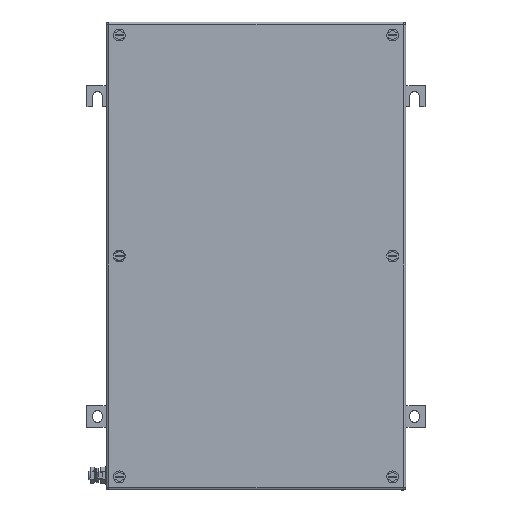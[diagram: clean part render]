
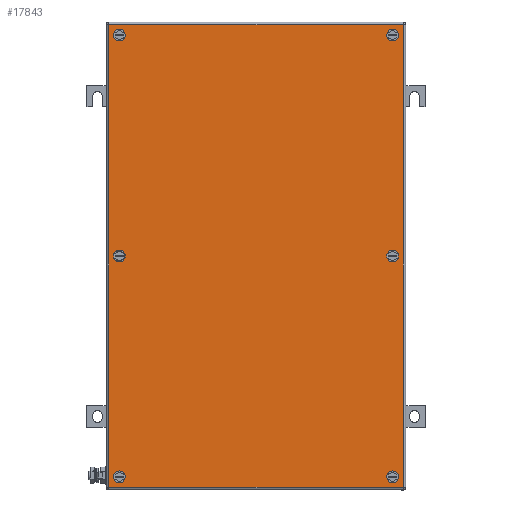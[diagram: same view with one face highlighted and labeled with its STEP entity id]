
A CAD part, top view. The second image highlights one B-rep face of the part: STEP entity #17843.
In plain terms, the highlighted planar face has unit normal (0, 0, 1).
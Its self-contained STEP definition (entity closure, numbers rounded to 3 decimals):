
#17681=AXIS2_PLACEMENT_3D('Circle Axis2P3D',#17679,#17680,$) ;
#17708=AXIS2_PLACEMENT_3D('Plane Axis2P3D',#17705,#17706,#17707) ;
#17746=AXIS2_PLACEMENT_3D('Circle Axis2P3D',#17744,#17745,$) ;
#17755=AXIS2_PLACEMENT_3D('Circle Axis2P3D',#17753,#17754,$) ;
#17764=AXIS2_PLACEMENT_3D('Circle Axis2P3D',#17762,#17763,$) ;
#17773=AXIS2_PLACEMENT_3D('Circle Axis2P3D',#17771,#17772,$) ;
#17782=AXIS2_PLACEMENT_3D('Circle Axis2P3D',#17780,#17781,$) ;
#17791=AXIS2_PLACEMENT_3D('Circle Axis2P3D',#17789,#17790,$) ;
#17800=AXIS2_PLACEMENT_3D('Circle Axis2P3D',#17798,#17799,$) ;
#17809=AXIS2_PLACEMENT_3D('Circle Axis2P3D',#17807,#17808,$) ;
#17818=AXIS2_PLACEMENT_3D('Circle Axis2P3D',#17816,#17817,$) ;
#17827=AXIS2_PLACEMENT_3D('Circle Axis2P3D',#17825,#17826,$) ;
#17836=AXIS2_PLACEMENT_3D('Circle Axis2P3D',#17834,#17835,$) ;
#17676=CARTESIAN_POINT('Vertex',(41.5,277.5,203.5)) ;
#17679=CARTESIAN_POINT('Axis2P3D Location',(38.,277.5,203.5)) ;
#17683=CARTESIAN_POINT('Vertex',(34.5,277.5,203.5)) ;
#17705=CARTESIAN_POINT('Axis2P3D Location',(200.5,277.5,203.5)) ;
#17710=CARTESIAN_POINT('Line Origine',(200.5,552.,203.5)) ;
#17714=CARTESIAN_POINT('Vertex',(375.,552.,203.5)) ;
#17716=CARTESIAN_POINT('Vertex',(26.,552.,203.5)) ;
#17719=CARTESIAN_POINT('Line Origine',(26.,277.5,203.5)) ;
#17723=CARTESIAN_POINT('Vertex',(26.,3.,203.5)) ;
#17726=CARTESIAN_POINT('Line Origine',(200.5,3.,203.5)) ;
#17730=CARTESIAN_POINT('Vertex',(375.,3.,203.5)) ;
#17733=CARTESIAN_POINT('Line Origine',(375.,277.5,203.5)) ;
#17744=CARTESIAN_POINT('Axis2P3D Location',(38.,277.5,203.5)) ;
#17753=CARTESIAN_POINT('Axis2P3D Location',(363.,277.5,203.5)) ;
#17757=CARTESIAN_POINT('Vertex',(366.5,277.5,203.5)) ;
#17759=CARTESIAN_POINT('Vertex',(359.5,277.5,203.5)) ;
#17762=CARTESIAN_POINT('Axis2P3D Location',(363.,277.5,203.5)) ;
#17771=CARTESIAN_POINT('Axis2P3D Location',(38.,540.,203.5)) ;
#17775=CARTESIAN_POINT('Vertex',(34.5,540.,203.5)) ;
#17777=CARTESIAN_POINT('Vertex',(41.5,540.,203.5)) ;
#17780=CARTESIAN_POINT('Axis2P3D Location',(38.,540.,203.5)) ;
#17789=CARTESIAN_POINT('Axis2P3D Location',(38.,15.,203.5)) ;
#17793=CARTESIAN_POINT('Vertex',(34.5,15.,203.5)) ;
#17795=CARTESIAN_POINT('Vertex',(41.5,15.,203.5)) ;
#17798=CARTESIAN_POINT('Axis2P3D Location',(38.,15.,203.5)) ;
#17807=CARTESIAN_POINT('Axis2P3D Location',(363.,15.,203.5)) ;
#17811=CARTESIAN_POINT('Vertex',(366.5,15.,203.5)) ;
#17813=CARTESIAN_POINT('Vertex',(359.5,15.,203.5)) ;
#17816=CARTESIAN_POINT('Axis2P3D Location',(363.,15.,203.5)) ;
#17825=CARTESIAN_POINT('Axis2P3D Location',(363.,540.,203.5)) ;
#17829=CARTESIAN_POINT('Vertex',(366.5,540.,203.5)) ;
#17831=CARTESIAN_POINT('Vertex',(359.5,540.,203.5)) ;
#17834=CARTESIAN_POINT('Axis2P3D Location',(363.,540.,203.5)) ;
#17680=DIRECTION('Axis2P3D Direction',(0.,0.,1.)) ;
#17706=DIRECTION('Axis2P3D Direction',(0.,0.,1.)) ;
#17707=DIRECTION('Axis2P3D XDirection',(1.,0.,0.)) ;
#17711=DIRECTION('Vector Direction',(1.,0.,0.)) ;
#17720=DIRECTION('Vector Direction',(0.,-1.,0.)) ;
#17727=DIRECTION('Vector Direction',(1.,0.,0.)) ;
#17734=DIRECTION('Vector Direction',(0.,1.,0.)) ;
#17745=DIRECTION('Axis2P3D Direction',(0.,0.,1.)) ;
#17754=DIRECTION('Axis2P3D Direction',(0.,0.,1.)) ;
#17763=DIRECTION('Axis2P3D Direction',(0.,0.,1.)) ;
#17772=DIRECTION('Axis2P3D Direction',(0.,0.,1.)) ;
#17781=DIRECTION('Axis2P3D Direction',(0.,0.,1.)) ;
#17790=DIRECTION('Axis2P3D Direction',(0.,0.,1.)) ;
#17799=DIRECTION('Axis2P3D Direction',(0.,0.,1.)) ;
#17808=DIRECTION('Axis2P3D Direction',(0.,0.,1.)) ;
#17817=DIRECTION('Axis2P3D Direction',(0.,0.,1.)) ;
#17826=DIRECTION('Axis2P3D Direction',(0.,0.,1.)) ;
#17835=DIRECTION('Axis2P3D Direction',(0.,0.,1.)) ;
#17712=VECTOR('Line Direction',#17711,1.) ;
#17721=VECTOR('Line Direction',#17720,1.) ;
#17728=VECTOR('Line Direction',#17727,1.) ;
#17735=VECTOR('Line Direction',#17734,1.) ;
#17739=ORIENTED_EDGE('',*,*,#17718,.T.) ;
#17740=ORIENTED_EDGE('',*,*,#17725,.T.) ;
#17741=ORIENTED_EDGE('',*,*,#17732,.T.) ;
#17742=ORIENTED_EDGE('',*,*,#17737,.T.) ;
#17750=ORIENTED_EDGE('',*,*,#17748,.F.) ;
#17751=ORIENTED_EDGE('',*,*,#17685,.F.) ;
#17768=ORIENTED_EDGE('',*,*,#17761,.F.) ;
#17769=ORIENTED_EDGE('',*,*,#17766,.F.) ;
#17786=ORIENTED_EDGE('',*,*,#17779,.F.) ;
#17787=ORIENTED_EDGE('',*,*,#17784,.F.) ;
#17804=ORIENTED_EDGE('',*,*,#17797,.F.) ;
#17805=ORIENTED_EDGE('',*,*,#17802,.F.) ;
#17822=ORIENTED_EDGE('',*,*,#17815,.F.) ;
#17823=ORIENTED_EDGE('',*,*,#17820,.F.) ;
#17840=ORIENTED_EDGE('',*,*,#17833,.F.) ;
#17841=ORIENTED_EDGE('',*,*,#17838,.F.) ;
#17752=FACE_BOUND('',#17749,.T.) ;
#17770=FACE_BOUND('',#17767,.T.) ;
#17788=FACE_BOUND('',#17785,.T.) ;
#17806=FACE_BOUND('',#17803,.T.) ;
#17824=FACE_BOUND('',#17821,.T.) ;
#17842=FACE_BOUND('',#17839,.T.) ;
#17843=ADVANCED_FACE('ZUB_KTB_FS_553520_0GP.2\\ZUB_KTB_FS_553520_0GP.2\\ZUB_DE_KTB_FS.1\\DE_KTB_MH_PART_MASTER.1\\Koerper.2',(#17743,#17752,#17770,#17788,#17806,#17824,#17842),#17709,.T.) ;
#17682=CIRCLE('generated circle',#17681,3.5) ;
#17747=CIRCLE('generated circle',#17746,3.5) ;
#17756=CIRCLE('generated circle',#17755,3.5) ;
#17765=CIRCLE('generated circle',#17764,3.5) ;
#17774=CIRCLE('generated circle',#17773,3.5) ;
#17783=CIRCLE('generated circle',#17782,3.5) ;
#17792=CIRCLE('generated circle',#17791,3.5) ;
#17801=CIRCLE('generated circle',#17800,3.5) ;
#17810=CIRCLE('generated circle',#17809,3.5) ;
#17819=CIRCLE('generated circle',#17818,3.5) ;
#17828=CIRCLE('generated circle',#17827,3.5) ;
#17837=CIRCLE('generated circle',#17836,3.5) ;
#17685=EDGE_CURVE('',#17677,#17684,#17682,.T.) ;
#17718=EDGE_CURVE('',#17715,#17717,#17713,.F.) ;
#17725=EDGE_CURVE('',#17717,#17724,#17722,.T.) ;
#17732=EDGE_CURVE('',#17724,#17731,#17729,.T.) ;
#17737=EDGE_CURVE('',#17731,#17715,#17736,.T.) ;
#17748=EDGE_CURVE('',#17684,#17677,#17747,.T.) ;
#17761=EDGE_CURVE('',#17758,#17760,#17756,.T.) ;
#17766=EDGE_CURVE('',#17760,#17758,#17765,.T.) ;
#17779=EDGE_CURVE('',#17776,#17778,#17774,.T.) ;
#17784=EDGE_CURVE('',#17778,#17776,#17783,.T.) ;
#17797=EDGE_CURVE('',#17794,#17796,#17792,.T.) ;
#17802=EDGE_CURVE('',#17796,#17794,#17801,.T.) ;
#17815=EDGE_CURVE('',#17812,#17814,#17810,.T.) ;
#17820=EDGE_CURVE('',#17814,#17812,#17819,.T.) ;
#17833=EDGE_CURVE('',#17830,#17832,#17828,.T.) ;
#17838=EDGE_CURVE('',#17832,#17830,#17837,.T.) ;
#17738=EDGE_LOOP('',(#17739,#17740,#17741,#17742)) ;
#17749=EDGE_LOOP('',(#17750,#17751)) ;
#17767=EDGE_LOOP('',(#17768,#17769)) ;
#17785=EDGE_LOOP('',(#17786,#17787)) ;
#17803=EDGE_LOOP('',(#17804,#17805)) ;
#17821=EDGE_LOOP('',(#17822,#17823)) ;
#17839=EDGE_LOOP('',(#17840,#17841)) ;
#17743=FACE_OUTER_BOUND('',#17738,.T.) ;
#17713=LINE('Line',#17710,#17712) ;
#17722=LINE('Line',#17719,#17721) ;
#17729=LINE('Line',#17726,#17728) ;
#17736=LINE('Line',#17733,#17735) ;
#17709=PLANE('',#17708) ;
#17677=VERTEX_POINT('',#17676) ;
#17684=VERTEX_POINT('',#17683) ;
#17715=VERTEX_POINT('',#17714) ;
#17717=VERTEX_POINT('',#17716) ;
#17724=VERTEX_POINT('',#17723) ;
#17731=VERTEX_POINT('',#17730) ;
#17758=VERTEX_POINT('',#17757) ;
#17760=VERTEX_POINT('',#17759) ;
#17776=VERTEX_POINT('',#17775) ;
#17778=VERTEX_POINT('',#17777) ;
#17794=VERTEX_POINT('',#17793) ;
#17796=VERTEX_POINT('',#17795) ;
#17812=VERTEX_POINT('',#17811) ;
#17814=VERTEX_POINT('',#17813) ;
#17830=VERTEX_POINT('',#17829) ;
#17832=VERTEX_POINT('',#17831) ;
